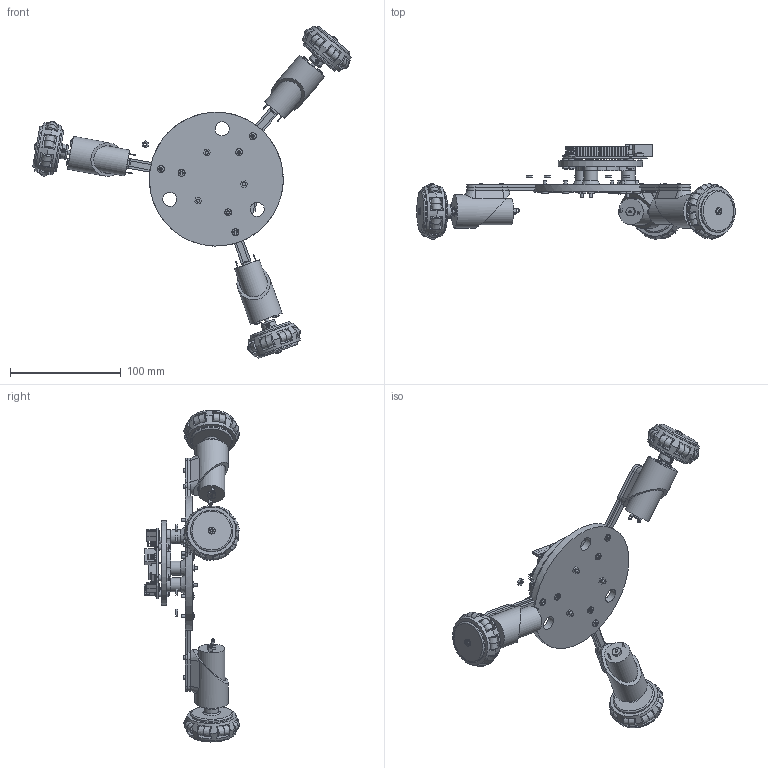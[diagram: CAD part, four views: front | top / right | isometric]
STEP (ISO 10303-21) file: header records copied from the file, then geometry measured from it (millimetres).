
FILE_DESCRIPTION(/* description */ (''),/* implementation_level */ '2;1');
FILE_NAME(/* name */ 'Full Chassis with Arduino, Gyro, 1 inch Arms, and Konylak Wheels.iam.stp',/* time_stamp */ '2014-02-19T10:16:13-05:00',/* author */ ('Spooner'),/* organization */ (''),/* preprocessor_version */ 'ST-DEVELOPER v15.2',/* originating_system */ 'Autodesk Inventor 2014',/* authorisation */ '');
FILE_SCHEMA (('AUTOMOTIVE_DESIGN { 1 0 10303 214 3 1 1 }'));
Length unit declared in the file: inch
Products named in the file (26): Arduino Mount; Body; Gyro Mount; Offset; JIS B 1111 - M3x30(1); JIS B 1181 - B M3; Arduino; JIS B 1111 - M3x12(1); Main Body with Arduino and Gyro Mounts; JIS B 1111 - M3x10(1); Motor Mount Arm (1 inch); Motor Mount; Motor Body; Motor Shaft; Motor; JIS B 1111 - M3x5(1); Kornylak- Half Wheel; Kornylak- Roller; Kornylak Wheel; Kornylak Wheel Hub - Motor Side; Kornylak Wheel Hub - Out Side; JIS B 1111 - M3x20(1); Kornylak Wheel with Hub; JIS B 1177 Flat Point - M4 x 5; Full Motor Arm (1 inch) with Kornylak Wheel; Full Chassis with Arduino, Gyro, 1 inch Arms, and Konylak Wheels
Bounding box: 286.84 x 85.6 x 299.11 mm (x, y, z)
Volume: 310487.5 mm3; surface area: 182497.9 mm2
Topology: 108 solids, 108 shells, 3292 faces, 8076 edges, 5177 vertices
Faces by surface type: plane 2078, cylinder 685, cone 400, torus 100, bspline 28, sphere 1
Full cylindrical faces by diameter (mm): 0.508 x44, 1.27 x49, 1.981 x3, 2.459 x22, 2.464 x12, 2.5 x28, 2.794 x1, 3 x28, 3.035 x9, 3.048 x39, 3.15 x6, 3.429 x3, 3.556 x4, 3.683 x3, 3.81 x3, 3.861 x3, 4 x3, 4.699 x6, 4.724 x6, 5.715 x4, 5.893 x6, 6.096 x3, 6.35 x3, 6.807 x3, 6.858 x3, 9.474 x6, 9.779 x6, 12.7 x6, 13.106 x3, 19.304 x6
Entity records: 38648 total; most frequent: CARTESIAN_POINT 7076, DIRECTION 6342, ORIENTED_EDGE 5846, EDGE_CURVE 2923, AXIS2_PLACEMENT_3D 2160, LINE 2022, VECTOR 2022, VERTEX_POINT 1988
